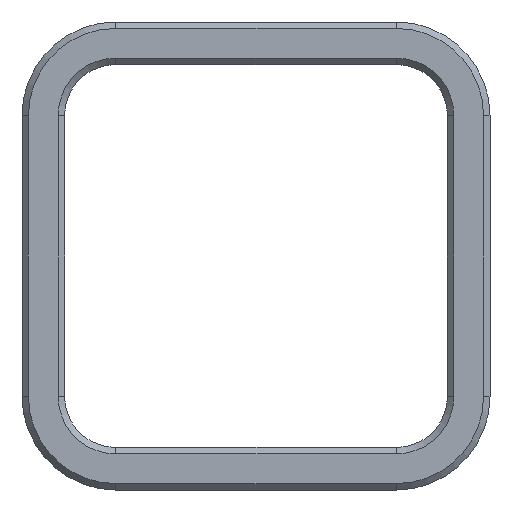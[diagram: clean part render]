
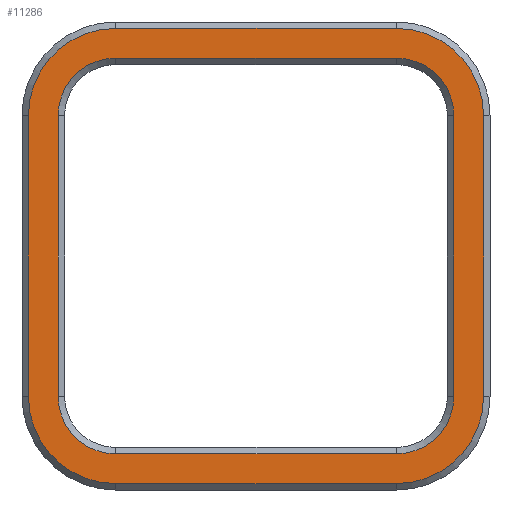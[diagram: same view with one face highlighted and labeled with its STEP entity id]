
A CAD part, front view. The second image highlights one B-rep face of the part: STEP entity #11286.
In plain terms, the highlighted planar face has unit normal (0, -1, 0).
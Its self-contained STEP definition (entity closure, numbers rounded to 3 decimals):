
#45=FACE_BOUND('',#1261,.T.);
#115=PLANE('',#12008);
#632=FACE_OUTER_BOUND('',#1260,.T.);
#1260=EDGE_LOOP('',(#8618,#8619,#8620,#8621,#8622,#8623,#8624,#8625));
#1261=EDGE_LOOP('',(#8626,#8627,#8628,#8629,#8630,#8631,#8632,#8633));
#1526=CIRCLE('',#11989,27.);
#1528=CIRCLE('',#11993,27.);
#1530=CIRCLE('',#11997,27.);
#1532=CIRCLE('',#12001,27.);
#1535=CIRCLE('',#12009,41.);
#1536=CIRCLE('',#12010,41.);
#1537=CIRCLE('',#12011,41.);
#1538=CIRCLE('',#12012,41.);
#3059=LINE('',#29924,#3686);
#3063=LINE('',#29936,#3690);
#3067=LINE('',#29948,#3694);
#3071=LINE('',#29960,#3698);
#3079=LINE('',#29985,#3706);
#3080=LINE('',#29989,#3707);
#3081=LINE('',#29993,#3708);
#3082=LINE('',#29997,#3709);
#3686=VECTOR('',#13722,10.);
#3690=VECTOR('',#13734,10.);
#3694=VECTOR('',#13746,10.);
#3698=VECTOR('',#13758,10.);
#3706=VECTOR('',#13786,10.);
#3707=VECTOR('',#13789,10.);
#3708=VECTOR('',#13792,10.);
#3709=VECTOR('',#13795,10.);
#4860=VERTEX_POINT('',#29917);
#4863=VERTEX_POINT('',#29922);
#4864=VERTEX_POINT('',#29926);
#4866=VERTEX_POINT('',#29932);
#4868=VERTEX_POINT('',#29938);
#4870=VERTEX_POINT('',#29944);
#4872=VERTEX_POINT('',#29950);
#4874=VERTEX_POINT('',#29956);
#4881=VERTEX_POINT('',#29983);
#4882=VERTEX_POINT('',#29984);
#4883=VERTEX_POINT('',#29986);
#4884=VERTEX_POINT('',#29988);
#4885=VERTEX_POINT('',#29990);
#4886=VERTEX_POINT('',#29992);
#4887=VERTEX_POINT('',#29994);
#4888=VERTEX_POINT('',#29996);
#6413=EDGE_CURVE('',#4863,#4860,#3059,.T.);
#6416=EDGE_CURVE('',#4860,#4864,#1526,.T.);
#6419=EDGE_CURVE('',#4864,#4866,#3063,.T.);
#6422=EDGE_CURVE('',#4866,#4868,#1528,.T.);
#6425=EDGE_CURVE('',#4868,#4870,#3067,.T.);
#6428=EDGE_CURVE('',#4870,#4872,#1530,.T.);
#6431=EDGE_CURVE('',#4872,#4874,#3071,.T.);
#6433=EDGE_CURVE('',#4874,#4863,#1532,.T.);
#6443=EDGE_CURVE('',#4881,#4882,#3079,.T.);
#6444=EDGE_CURVE('',#4883,#4881,#1535,.T.);
#6445=EDGE_CURVE('',#4884,#4883,#3080,.T.);
#6446=EDGE_CURVE('',#4885,#4884,#1536,.T.);
#6447=EDGE_CURVE('',#4886,#4885,#3081,.T.);
#6448=EDGE_CURVE('',#4887,#4886,#1537,.T.);
#6449=EDGE_CURVE('',#4888,#4887,#3082,.T.);
#6450=EDGE_CURVE('',#4882,#4888,#1538,.T.);
#8618=ORIENTED_EDGE('',*,*,#6443,.F.);
#8619=ORIENTED_EDGE('',*,*,#6444,.F.);
#8620=ORIENTED_EDGE('',*,*,#6445,.F.);
#8621=ORIENTED_EDGE('',*,*,#6446,.F.);
#8622=ORIENTED_EDGE('',*,*,#6447,.F.);
#8623=ORIENTED_EDGE('',*,*,#6448,.F.);
#8624=ORIENTED_EDGE('',*,*,#6449,.F.);
#8625=ORIENTED_EDGE('',*,*,#6450,.F.);
#8626=ORIENTED_EDGE('',*,*,#6413,.F.);
#8627=ORIENTED_EDGE('',*,*,#6433,.F.);
#8628=ORIENTED_EDGE('',*,*,#6431,.F.);
#8629=ORIENTED_EDGE('',*,*,#6428,.F.);
#8630=ORIENTED_EDGE('',*,*,#6425,.F.);
#8631=ORIENTED_EDGE('',*,*,#6422,.F.);
#8632=ORIENTED_EDGE('',*,*,#6419,.F.);
#8633=ORIENTED_EDGE('',*,*,#6416,.F.);
#11286=ADVANCED_FACE('',(#632,#45),#115,.F.);
#11989=AXIS2_PLACEMENT_3D('',#29930,#13728,#13729);
#11993=AXIS2_PLACEMENT_3D('',#29942,#13740,#13741);
#11997=AXIS2_PLACEMENT_3D('',#29954,#13752,#13753);
#12001=AXIS2_PLACEMENT_3D('',#29963,#13763,#13764);
#12008=AXIS2_PLACEMENT_3D('',#29982,#13784,#13785);
#12009=AXIS2_PLACEMENT_3D('',#29987,#13787,#13788);
#12010=AXIS2_PLACEMENT_3D('',#29991,#13790,#13791);
#12011=AXIS2_PLACEMENT_3D('',#29995,#13793,#13794);
#12012=AXIS2_PLACEMENT_3D('',#29998,#13796,#13797);
#13722=DIRECTION('',(-1.,0.,0.));
#13728=DIRECTION('center_axis',(0.,-1.,0.));
#13729=DIRECTION('ref_axis',(-1.,0.,0.));
#13734=DIRECTION('',(0.,0.,-1.));
#13740=DIRECTION('center_axis',(0.,-1.,0.));
#13741=DIRECTION('ref_axis',(0.,0.,-1.));
#13746=DIRECTION('',(1.,0.,0.));
#13752=DIRECTION('center_axis',(0.,-1.,0.));
#13753=DIRECTION('ref_axis',(1.,0.,0.));
#13758=DIRECTION('',(0.,0.,1.));
#13763=DIRECTION('center_axis',(0.,-1.,0.));
#13764=DIRECTION('ref_axis',(0.,0.,1.));
#13784=DIRECTION('center_axis',(0.,1.,0.));
#13785=DIRECTION('ref_axis',(1.,0.,0.));
#13786=DIRECTION('',(1.,0.,0.));
#13787=DIRECTION('center_axis',(0.,1.,0.));
#13788=DIRECTION('ref_axis',(-1.,0.,0.));
#13789=DIRECTION('',(0.,0.,1.));
#13790=DIRECTION('center_axis',(0.,1.,0.));
#13791=DIRECTION('ref_axis',(0.,0.,-1.));
#13792=DIRECTION('',(-1.,0.,0.));
#13793=DIRECTION('center_axis',(0.,1.,0.));
#13794=DIRECTION('ref_axis',(1.,0.,0.));
#13795=DIRECTION('',(0.,0.,-1.));
#13796=DIRECTION('center_axis',(0.,1.,0.));
#13797=DIRECTION('ref_axis',(0.,0.,1.));
#29917=CARTESIAN_POINT('',(-66.,0.,93.));
#29922=CARTESIAN_POINT('',(66.,0.,93.));
#29924=CARTESIAN_POINT('',(33.,0.,93.));
#29926=CARTESIAN_POINT('',(-93.,0.,66.));
#29930=CARTESIAN_POINT('Origin',(-66.,0.,66.));
#29932=CARTESIAN_POINT('',(-93.,0.,-66.));
#29936=CARTESIAN_POINT('',(-93.,0.,33.));
#29938=CARTESIAN_POINT('',(-66.,0.,-93.));
#29942=CARTESIAN_POINT('Origin',(-66.,0.,-66.));
#29944=CARTESIAN_POINT('',(66.,0.,-93.));
#29948=CARTESIAN_POINT('',(-33.,0.,-93.));
#29950=CARTESIAN_POINT('',(93.,0.,-66.));
#29954=CARTESIAN_POINT('Origin',(66.,0.,-66.));
#29956=CARTESIAN_POINT('',(93.,0.,66.));
#29960=CARTESIAN_POINT('',(93.,0.,-33.));
#29963=CARTESIAN_POINT('Origin',(66.,0.,66.));
#29982=CARTESIAN_POINT('Origin',(0.,0.,0.));
#29983=CARTESIAN_POINT('',(-66.,0.,107.));
#29984=CARTESIAN_POINT('',(66.,0.,107.));
#29985=CARTESIAN_POINT('',(-33.,0.,107.));
#29986=CARTESIAN_POINT('',(-107.,0.,66.));
#29987=CARTESIAN_POINT('Origin',(-66.,0.,66.));
#29988=CARTESIAN_POINT('',(-107.,0.,-66.));
#29989=CARTESIAN_POINT('',(-107.,0.,-33.));
#29990=CARTESIAN_POINT('',(-66.,0.,-107.));
#29991=CARTESIAN_POINT('Origin',(-66.,0.,-66.));
#29992=CARTESIAN_POINT('',(66.,0.,-107.));
#29993=CARTESIAN_POINT('',(33.,0.,-107.));
#29994=CARTESIAN_POINT('',(107.,0.,-66.));
#29995=CARTESIAN_POINT('Origin',(66.,0.,-66.));
#29996=CARTESIAN_POINT('',(107.,0.,66.));
#29997=CARTESIAN_POINT('',(107.,0.,33.));
#29998=CARTESIAN_POINT('Origin',(66.,0.,66.));
